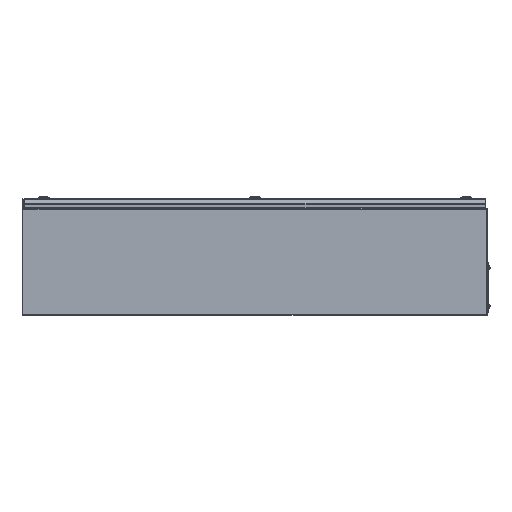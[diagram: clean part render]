
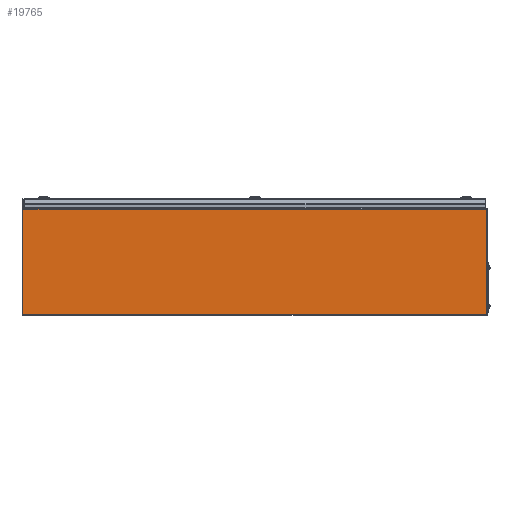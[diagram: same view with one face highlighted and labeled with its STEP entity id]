
A CAD part, left-side view. The second image highlights one B-rep face of the part: STEP entity #19765.
In plain terms, the highlighted planar face has unit normal (-1, 0, 0).
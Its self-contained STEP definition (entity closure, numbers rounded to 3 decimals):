
#428 = VECTOR ( 'NONE', #16811, 1000. ) ;
#699 = VERTEX_POINT ( 'NONE', #39338 ) ;
#909 = ORIENTED_EDGE ( 'NONE', *, *, #37379, .F. ) ;
#1157 = VERTEX_POINT ( 'NONE', #25377 ) ;
#1281 = ORIENTED_EDGE ( 'NONE', *, *, #26148, .T. ) ;
#1870 = CARTESIAN_POINT ( 'NONE',  ( -606.583, -1108.944, 1. ) ) ;
#2420 = LINE ( 'NONE', #8049, #25974 ) ;
#2451 = DIRECTION ( 'NONE',  ( 0., 0., -1. ) ) ;
#2763 = CARTESIAN_POINT ( 'NONE',  ( -606.583, 89.056, 272.2 ) ) ;
#2847 = CARTESIAN_POINT ( 'NONE',  ( -606.583, 88.78, 1. ) ) ;
#2990 = DIRECTION ( 'NONE',  ( 0., 1., 0. ) ) ;
#5455 = PLANE ( 'NONE',  #15569 ) ;
#7902 = DIRECTION ( 'NONE',  ( 0., -1., 0. ) ) ;
#8049 = CARTESIAN_POINT ( 'NONE',  ( -606.583, 89.056, 1. ) ) ;
#8098 = EDGE_CURVE ( 'NONE', #37205, #31074, #10895, .T. ) ;
#10700 = VECTOR ( 'NONE', #7902, 1000. ) ;
#10803 = LINE ( 'NONE', #32482, #39477 ) ;
#10895 = LINE ( 'NONE', #1870, #10700 ) ;
#12742 = CARTESIAN_POINT ( 'NONE',  ( -606.583, -1108.944, 1. ) ) ;
#14462 = CARTESIAN_POINT ( 'NONE',  ( -606.583, 89.056, 272.2 ) ) ;
#15142 = EDGE_LOOP ( 'NONE', ( #23535, #34946, #33361, #1281, #30796, #909 ) ) ;
#15569 = AXIS2_PLACEMENT_3D ( 'NONE', #14462, #23686, #2451 ) ;
#15997 = EDGE_CURVE ( 'NONE', #17623, #699, #23588, .T. ) ;
#16811 = DIRECTION ( 'NONE',  ( 0., 0., -1. ) ) ;
#17238 = DIRECTION ( 'NONE',  ( 0., 1., 0. ) ) ;
#17623 = VERTEX_POINT ( 'NONE', #12742 ) ;
#18368 = EDGE_CURVE ( 'NONE', #17623, #1157, #30071, .T. ) ;
#19275 = CARTESIAN_POINT ( 'NONE',  ( -606.583, 89.056, 1. ) ) ;
#19597 = DIRECTION ( 'NONE',  ( 0., 0., 1. ) ) ;
#19765 = ADVANCED_FACE ( 'NONE', ( #29729 ), #5455, .F. ) ;
#22847 = CARTESIAN_POINT ( 'NONE',  ( -606.583, 89.056, 272.2 ) ) ;
#23187 = CARTESIAN_POINT ( 'NONE',  ( -606.583, -1108.944, 272.2 ) ) ;
#23535 = ORIENTED_EDGE ( 'NONE', *, *, #18368, .F. ) ;
#23588 = LINE ( 'NONE', #23187, #27791 ) ;
#23686 = DIRECTION ( 'NONE',  ( 1., 0., 0. ) ) ;
#25377 = CARTESIAN_POINT ( 'NONE',  ( -606.583, -1108.668, 1. ) ) ;
#25974 = VECTOR ( 'NONE', #17238, 1000. ) ;
#26148 = EDGE_CURVE ( 'NONE', #34126, #37205, #32099, .T. ) ;
#27791 = VECTOR ( 'NONE', #19597, 1000. ) ;
#28387 = VECTOR ( 'NONE', #2990, 1000. ) ;
#29729 = FACE_OUTER_BOUND ( 'NONE', #15142, .T. ) ;
#30071 = LINE ( 'NONE', #30477, #28387 ) ;
#30477 = CARTESIAN_POINT ( 'NONE',  ( -606.583, 89.056, 1. ) ) ;
#30796 = ORIENTED_EDGE ( 'NONE', *, *, #8098, .T. ) ;
#31074 = VERTEX_POINT ( 'NONE', #2847 ) ;
#32099 = LINE ( 'NONE', #22847, #428 ) ;
#32482 = CARTESIAN_POINT ( 'NONE',  ( -606.583, 89.056, 272.2 ) ) ;
#33361 = ORIENTED_EDGE ( 'NONE', *, *, #37797, .T. ) ;
#34126 = VERTEX_POINT ( 'NONE', #2763 ) ;
#34946 = ORIENTED_EDGE ( 'NONE', *, *, #15997, .T. ) ;
#37205 = VERTEX_POINT ( 'NONE', #19275 ) ;
#37379 = EDGE_CURVE ( 'NONE', #1157, #31074, #2420, .T. ) ;
#37797 = EDGE_CURVE ( 'NONE', #699, #34126, #10803, .T. ) ;
#38283 = DIRECTION ( 'NONE',  ( 0., 1., 0. ) ) ;
#39338 = CARTESIAN_POINT ( 'NONE',  ( -606.583, -1108.944, 272.2 ) ) ;
#39477 = VECTOR ( 'NONE', #38283, 1000. ) ;
